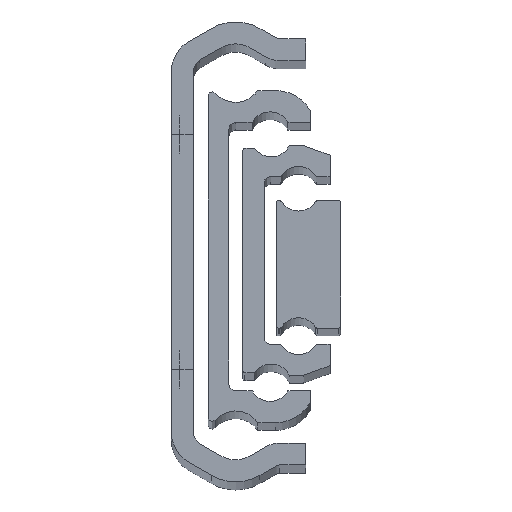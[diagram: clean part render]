
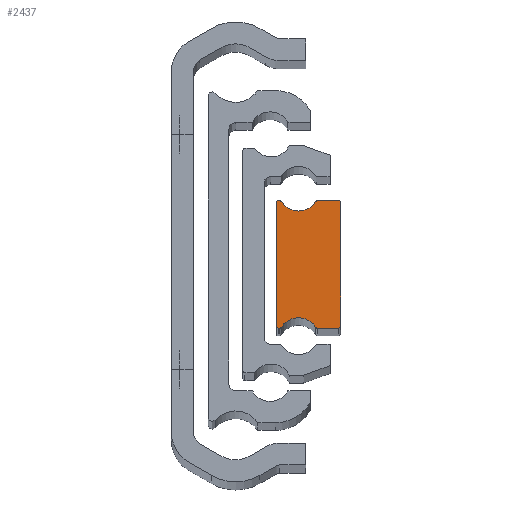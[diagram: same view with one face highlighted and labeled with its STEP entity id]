
A CAD part, top view. The second image highlights one B-rep face of the part: STEP entity #2437.
In plain terms, the highlighted planar face has unit normal (0, 0, 1).
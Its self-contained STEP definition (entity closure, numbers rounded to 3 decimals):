
#5 = AXIS2_PLACEMENT_3D ( 'NONE', #3343, #3506, #3308 ) ;
#14 = AXIS2_PLACEMENT_3D ( 'NONE', #3087, #3511, #3512 ) ;
#19 = AXIS2_PLACEMENT_3D ( 'NONE', #3574, #3354, #3355 ) ;
#37 = AXIS2_PLACEMENT_3D ( 'NONE', #3322, #3312, #3519 ) ;
#41 = AXIS2_PLACEMENT_3D ( 'NONE', #3095, #3116, #3611 ) ;
#43 = AXIS2_PLACEMENT_3D ( 'NONE', #3341, #3624, #3623 ) ;
#227 = AXIS2_PLACEMENT_3D ( 'NONE', #2499, #2502, #2503 ) ;
#250 = AXIS2_PLACEMENT_3D ( 'NONE', #2597, #2599, #2600 ) ;
#253 = AXIS2_PLACEMENT_3D ( 'NONE', #2608, #2620, #2621 ) ;
#254 = AXIS2_PLACEMENT_3D ( 'NONE', #2605, #2614, #2615 ) ;
#264 = AXIS2_PLACEMENT_3D ( 'NONE', #2670, #2675, #2676 ) ;
#542 = FACE_OUTER_BOUND ( 'NONE', #4177, .T. ) ;
#594 = LINE ( 'NONE', #2616, #604 ) ;
#600 = CIRCLE ( 'NONE', #250, 0.3 ) ;
#604 = VECTOR ( 'NONE', #2617, 1000. ) ;
#606 = VECTOR ( 'NONE', #2630, 1000. ) ;
#608 = CIRCLE ( 'NONE', #254, 3.04 ) ;
#611 = LINE ( 'NONE', #2629, #606 ) ;
#613 = CIRCLE ( 'NONE', #253, 0.3 ) ;
#648 = CIRCLE ( 'NONE', #264, 0.3 ) ;
#740 = EDGE_CURVE ( 'NONE', #3141, #3271, #1198, .T. ) ;
#745 = EDGE_CURVE ( 'NONE', #3292, #3128, #1217, .T. ) ;
#753 = EDGE_CURVE ( 'NONE', #3128, #3246, #1227, .T. ) ;
#765 = EDGE_CURVE ( 'NONE', #3075, #3292, #1247, .T. ) ;
#810 = EDGE_CURVE ( 'NONE', #3152, #3270, #1324, .T. ) ;
#831 = EDGE_CURVE ( 'NONE', #3250, #3142, #1354, .T. ) ;
#832 = EDGE_CURVE ( 'NONE', #3253, #3240, #1357, .T. ) ;
#844 = EDGE_CURVE ( 'NONE', #3142, #3289, #1380, .T. ) ;
#848 = EDGE_CURVE ( 'NONE', #3236, #3250, #1386, .T. ) ;
#852 = EDGE_CURVE ( 'NONE', #3240, #3187, #1391, .T. ) ;
#1047 = ORIENTED_EDGE ( 'NONE', *, *, #753, .T. ) ;
#1048 = ORIENTED_EDGE ( 'NONE', *, *, #3009, .T. ) ;
#1049 = ORIENTED_EDGE ( 'NONE', *, *, #740, .T. ) ;
#1198 = LINE ( 'NONE', #3296, #1207 ) ;
#1207 = VECTOR ( 'NONE', #3528, 1000. ) ;
#1217 = CIRCLE ( 'NONE', #5, 0.3 ) ;
#1218 = VECTOR ( 'NONE', #3301, 1000. ) ;
#1227 = LINE ( 'NONE', #3325, #1218 ) ;
#1247 = CIRCLE ( 'NONE', #14, 3.04 ) ;
#1324 = CIRCLE ( 'NONE', #19, 0.2 ) ;
#1354 = LINE ( 'NONE', #3504, #1356 ) ;
#1356 = VECTOR ( 'NONE', #3508, 1000. ) ;
#1357 = LINE ( 'NONE', #3376, #1358 ) ;
#1358 = VECTOR ( 'NONE', #3594, 1000. ) ;
#1380 = CIRCLE ( 'NONE', #37, 0.2 ) ;
#1386 = CIRCLE ( 'NONE', #43, 0.3 ) ;
#1391 = CIRCLE ( 'NONE', #41, 0.3 ) ;
#2437 = ADVANCED_FACE ( 'NONE', ( #542 ), #2500, .T. ) ;
#2499 = CARTESIAN_POINT ( 'NONE',  ( 19.45, 9.2, 651.5 ) ) ;
#2500 = PLANE ( 'NONE',  #227 ) ;
#2502 = DIRECTION ( 'NONE',  ( 0., 0., 1. ) ) ;
#2503 = DIRECTION ( 'NONE',  ( 1., 0., 0. ) ) ;
#2597 = CARTESIAN_POINT ( 'NONE',  ( 10.68, -9.2, 651.5 ) ) ;
#2599 = DIRECTION ( 'NONE',  ( 0., 0., 1. ) ) ;
#2600 = DIRECTION ( 'NONE',  ( 1., 0., 0. ) ) ;
#2605 = CARTESIAN_POINT ( 'NONE',  ( 13.5, 10.99, 651.5 ) ) ;
#2608 = CARTESIAN_POINT ( 'NONE',  ( 19.45, -9.2, 651.5 ) ) ;
#2614 = DIRECTION ( 'NONE',  ( 0., 0., -1. ) ) ;
#2615 = DIRECTION ( 'NONE',  ( 1., 0., 0. ) ) ;
#2616 = CARTESIAN_POINT ( 'NONE',  ( 10.25, 9.3, 651.5 ) ) ;
#2617 = DIRECTION ( 'NONE',  ( 0., -1., 0. ) ) ;
#2620 = DIRECTION ( 'NONE',  ( 0., 0., 1. ) ) ;
#2621 = DIRECTION ( 'NONE',  ( 1., 0., 0. ) ) ;
#2629 = CARTESIAN_POINT ( 'NONE',  ( 10.45, -9.5, 651.5 ) ) ;
#2630 = DIRECTION ( 'NONE',  ( 1., 0., 0. ) ) ;
#2670 = CARTESIAN_POINT ( 'NONE',  ( 19.45, 9.2, 651.5 ) ) ;
#2675 = DIRECTION ( 'NONE',  ( 0., 0., 1. ) ) ;
#2676 = DIRECTION ( 'NONE',  ( 1., 0., 0. ) ) ;
#2703 = CARTESIAN_POINT ( 'NONE',  ( 10.933, -9.361, 651.5 ) ) ;
#2712 = CARTESIAN_POINT ( 'NONE',  ( 16.32, -9.5, 651.5 ) ) ;
#2713 = CARTESIAN_POINT ( 'NONE',  ( 19.75, -9.2, 651.5 ) ) ;
#2714 = CARTESIAN_POINT ( 'NONE',  ( 10.45, 9.5, 651.5 ) ) ;
#2718 = CARTESIAN_POINT ( 'NONE',  ( 10.25, -9.3, 651.5 ) ) ;
#2724 = CARTESIAN_POINT ( 'NONE',  ( 16.067, 9.361, 651.5 ) ) ;
#2733 = CARTESIAN_POINT ( 'NONE',  ( 10.933, 9.361, 651.5 ) ) ;
#2737 = CARTESIAN_POINT ( 'NONE',  ( 16.32, 9.5, 651.5 ) ) ;
#2739 = CARTESIAN_POINT ( 'NONE',  ( 19.45, -9.5, 651.5 ) ) ;
#2743 = CARTESIAN_POINT ( 'NONE',  ( 10.68, 9.5, 651.5 ) ) ;
#2744 = CARTESIAN_POINT ( 'NONE',  ( 19.45, 9.5, 651.5 ) ) ;
#2748 = CARTESIAN_POINT ( 'NONE',  ( 10.68, -9.5, 651.5 ) ) ;
#2756 = CARTESIAN_POINT ( 'NONE',  ( 10.45, -9.5, 651.5 ) ) ;
#2757 = CARTESIAN_POINT ( 'NONE',  ( 19.75, 9.2, 651.5 ) ) ;
#2765 = CARTESIAN_POINT ( 'NONE',  ( 10.25, 9.3, 651.5 ) ) ;
#2768 = CARTESIAN_POINT ( 'NONE',  ( 16.067, -9.361, 651.5 ) ) ;
#3000 = EDGE_CURVE ( 'NONE', #3258, #3075, #600, .T. ) ;
#3006 = EDGE_CURVE ( 'NONE', #3187, #3236, #608, .T. ) ;
#3007 = EDGE_CURVE ( 'NONE', #3289, #3152, #594, .T. ) ;
#3009 = EDGE_CURVE ( 'NONE', #3246, #3141, #613, .T. ) ;
#3013 = EDGE_CURVE ( 'NONE', #3270, #3258, #611, .T. ) ;
#3051 = EDGE_CURVE ( 'NONE', #3271, #3253, #648, .T. ) ;
#3075 = VERTEX_POINT ( 'NONE', #2703 ) ;
#3087 = CARTESIAN_POINT ( 'NONE',  ( 13.5, -10.99, 651.5 ) ) ;
#3095 = CARTESIAN_POINT ( 'NONE',  ( 16.32, 9.2, 651.5 ) ) ;
#3116 = DIRECTION ( 'NONE',  ( 0., 0., 1. ) ) ;
#3128 = VERTEX_POINT ( 'NONE', #2712 ) ;
#3141 = VERTEX_POINT ( 'NONE', #2713 ) ;
#3142 = VERTEX_POINT ( 'NONE', #2714 ) ;
#3152 = VERTEX_POINT ( 'NONE', #2718 ) ;
#3187 = VERTEX_POINT ( 'NONE', #2724 ) ;
#3236 = VERTEX_POINT ( 'NONE', #2733 ) ;
#3240 = VERTEX_POINT ( 'NONE', #2737 ) ;
#3246 = VERTEX_POINT ( 'NONE', #2739 ) ;
#3250 = VERTEX_POINT ( 'NONE', #2743 ) ;
#3253 = VERTEX_POINT ( 'NONE', #2744 ) ;
#3258 = VERTEX_POINT ( 'NONE', #2748 ) ;
#3270 = VERTEX_POINT ( 'NONE', #2756 ) ;
#3271 = VERTEX_POINT ( 'NONE', #2757 ) ;
#3289 = VERTEX_POINT ( 'NONE', #2765 ) ;
#3292 = VERTEX_POINT ( 'NONE', #2768 ) ;
#3296 = CARTESIAN_POINT ( 'NONE',  ( 19.75, -9.2, 651.5 ) ) ;
#3301 = DIRECTION ( 'NONE',  ( 1., 0., 0. ) ) ;
#3308 = DIRECTION ( 'NONE',  ( 1., 0., 0. ) ) ;
#3312 = DIRECTION ( 'NONE',  ( 0., 0., 1. ) ) ;
#3322 = CARTESIAN_POINT ( 'NONE',  ( 10.45, 9.3, 651.5 ) ) ;
#3325 = CARTESIAN_POINT ( 'NONE',  ( 16.32, -9.5, 651.5 ) ) ;
#3341 = CARTESIAN_POINT ( 'NONE',  ( 10.68, 9.2, 651.5 ) ) ;
#3343 = CARTESIAN_POINT ( 'NONE',  ( 16.32, -9.2, 651.5 ) ) ;
#3354 = DIRECTION ( 'NONE',  ( 0., 0., 1. ) ) ;
#3355 = DIRECTION ( 'NONE',  ( 1., 0., 0. ) ) ;
#3376 = CARTESIAN_POINT ( 'NONE',  ( 19.45, 9.5, 651.5 ) ) ;
#3504 = CARTESIAN_POINT ( 'NONE',  ( 10.68, 9.5, 651.5 ) ) ;
#3506 = DIRECTION ( 'NONE',  ( 0., 0., 1. ) ) ;
#3508 = DIRECTION ( 'NONE',  ( -1., 0., 0. ) ) ;
#3511 = DIRECTION ( 'NONE',  ( 0., 0., -1. ) ) ;
#3512 = DIRECTION ( 'NONE',  ( 1., 0., 0. ) ) ;
#3519 = DIRECTION ( 'NONE',  ( 1., 0., 0. ) ) ;
#3528 = DIRECTION ( 'NONE',  ( 0., 1., 0. ) ) ;
#3574 = CARTESIAN_POINT ( 'NONE',  ( 10.45, -9.3, 651.5 ) ) ;
#3594 = DIRECTION ( 'NONE',  ( -1., 0., 0. ) ) ;
#3611 = DIRECTION ( 'NONE',  ( 1., 0., 0. ) ) ;
#3623 = DIRECTION ( 'NONE',  ( 1., 0., 0. ) ) ;
#3624 = DIRECTION ( 'NONE',  ( 0., 0., 1. ) ) ;
#3644 = ORIENTED_EDGE ( 'NONE', *, *, #848, .T. ) ;
#3761 = ORIENTED_EDGE ( 'NONE', *, *, #3000, .T. ) ;
#3763 = ORIENTED_EDGE ( 'NONE', *, *, #745, .T. ) ;
#3764 = ORIENTED_EDGE ( 'NONE', *, *, #765, .T. ) ;
#3827 = ORIENTED_EDGE ( 'NONE', *, *, #832, .T. ) ;
#3841 = ORIENTED_EDGE ( 'NONE', *, *, #831, .T. ) ;
#3843 = ORIENTED_EDGE ( 'NONE', *, *, #844, .T. ) ;
#3858 = ORIENTED_EDGE ( 'NONE', *, *, #3007, .T. ) ;
#3869 = ORIENTED_EDGE ( 'NONE', *, *, #810, .T. ) ;
#3872 = ORIENTED_EDGE ( 'NONE', *, *, #3013, .T. ) ;
#3877 = ORIENTED_EDGE ( 'NONE', *, *, #3006, .T. ) ;
#3885 = ORIENTED_EDGE ( 'NONE', *, *, #852, .T. ) ;
#3935 = ORIENTED_EDGE ( 'NONE', *, *, #3051, .T. ) ;
#4177 = EDGE_LOOP ( 'NONE', ( #3935, #3827, #3885, #3877, #3644, #3841, #3843, #3858, #3869, #3872, #3761, #3764, #3763, #1047, #1048, #1049 ) ) ;
